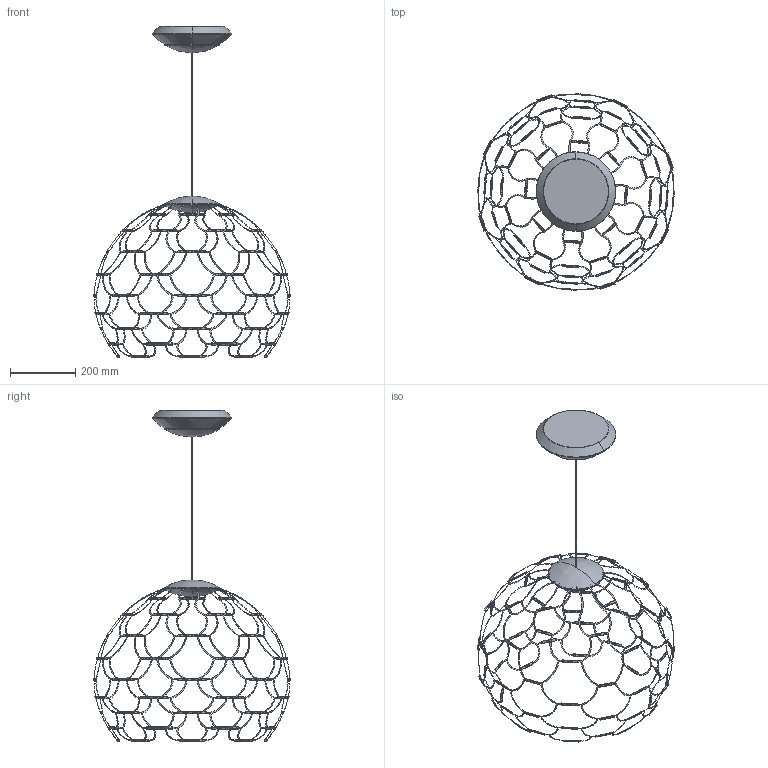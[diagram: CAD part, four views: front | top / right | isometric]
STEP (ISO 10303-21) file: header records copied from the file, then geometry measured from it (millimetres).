
FILE_DESCRIPTION(/* description */ (''),/* implementation_level */ '2;1');
FILE_NAME(/* name */ 'LAMOI_~2',/* time_stamp */ '2021-04-13T10:53:10+02:00',/* author */ (''),/* organization */ (''),/* preprocessor_version */ 'ST-DEVELOPER v15',/* originating_system */ '',/* authorisation */ '');
FILE_SCHEMA (('AUTOMOTIVE_DESIGN'));
Length unit declared in the file: millimetre
Products named in the file (1): Document
Bounding box: 602.86 x 602.86 x 1015.76 mm (x, y, z)
Volume: 48384 mm3; surface area: 314236.3 mm2
Topology: 72 solids, 235 shells, 1202 faces, 3609 edges, 2714 vertices
Faces by surface type: plane 1157, bspline 45
Entity records: 39873 total; most frequent: CARTESIAN_POINT 14611, ORIENTED_EDGE 5684, EDGE_CURVE 3606, B_SPLINE_CURVE_WITH_KNOTS 3544, VERTEX_POINT 2714, EDGE_LOOP 1206, ADVANCED_FACE 1202, FACE_OUTER_BOUND 1202
